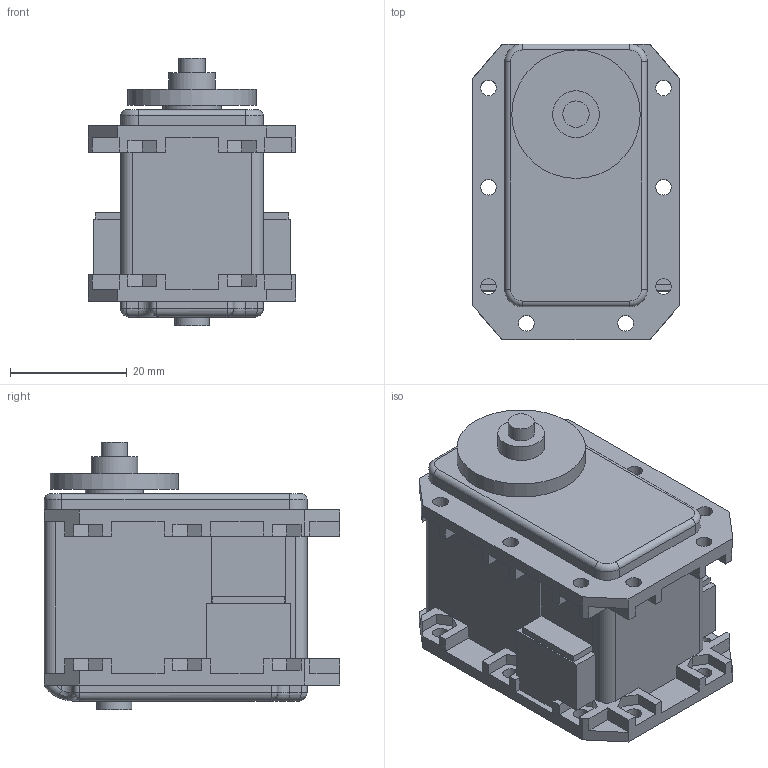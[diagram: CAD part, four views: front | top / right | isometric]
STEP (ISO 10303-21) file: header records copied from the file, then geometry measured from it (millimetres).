
FILE_DESCRIPTION((''),'2;1');
FILE_NAME('rx28T.stp','2010-07-23T18:47:46',('Andrew'),(''),'Autodesk Inventor 2011','Autodesk Inventor 2011','');
FILE_SCHEMA(('AUTOMOTIVE_DESIGN { 1 0 10303 214 1 1 1 1 }'));
Length unit declared in the file: millimetre
Products named in the file (1): rx28_t
Bounding box: 35.6 x 50.6 x 45.85 mm (x, y, z)
Volume: 44422.8 mm3; surface area: 11728.9 mm2
Topology: 1 solids, 1 shells, 318 faces, 850 edges, 544 vertices
Faces by surface type: plane 244, cylinder 56, torus 10, bspline 8
Full cylindrical faces by diameter (mm): 2.7 x16, 3.2 x1, 4.5 x1, 6 x1, 8 x2, 10 x1, 13 x1, 22 x1
Entity records: 10731 total; most frequent: CARTESIAN_POINT 2517, ORIENTED_EDGE 1648, DIRECTION 1522, EDGE_CURVE 824, VECTOR 684, LINE 684, VERTEX_POINT 542, AXIS2_PLACEMENT_3D 419
